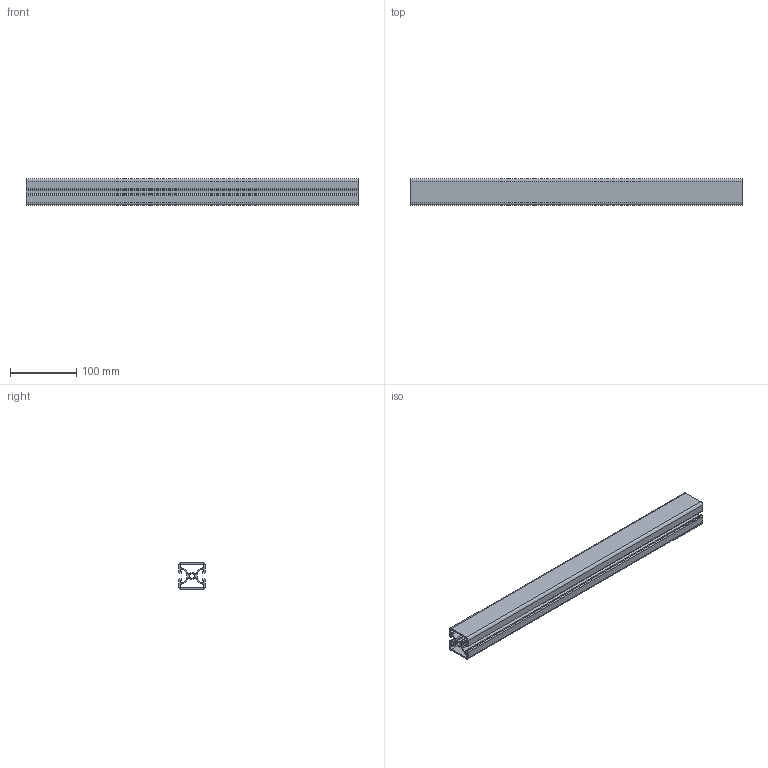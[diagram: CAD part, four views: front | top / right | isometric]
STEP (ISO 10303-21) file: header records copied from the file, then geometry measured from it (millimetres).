
FILE_DESCRIPTION (( 'STEP AP214' ), '1' );
FILE_NAME ('RP1315 8 40x40 Ultralight 2N180.STEP', '2026-02-23T14:58:45', ( '' ), ( '' ), 'SwSTEP 2.0', 'SolidWorks 2026', '' );
FILE_SCHEMA (( 'AUTOMOTIVE_DESIGN' ));
Length unit declared in the file: millimetre
Products named in the file (1): RP1315 8 40x40 Ultralight 2N180
Bounding box: 500 x 40 x 40 mm (x, y, z)
Volume: 249658.2 mm3; surface area: 226274.5 mm2
Topology: 1 solids, 1 shells, 128 faces, 378 edges, 252 vertices
Faces by surface type: cylinder 78, plane 50
Entity records: 4373 total; most frequent: DIRECTION 792, CARTESIAN_POINT 759, ORIENTED_EDGE 756, EDGE_CURVE 378, AXIS2_PLACEMENT_3D 285, VERTEX_POINT 252, VECTOR 222, LINE 222
